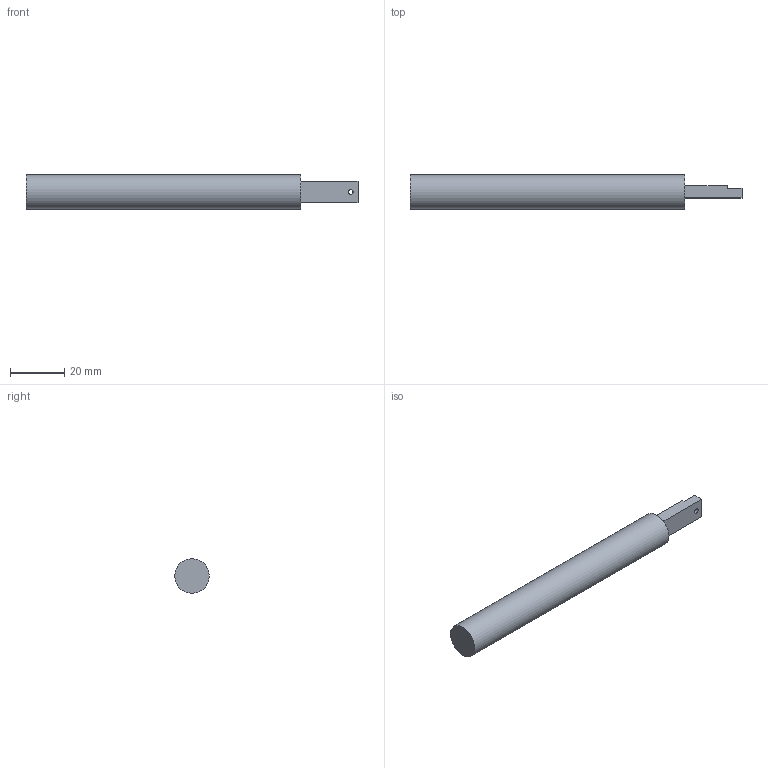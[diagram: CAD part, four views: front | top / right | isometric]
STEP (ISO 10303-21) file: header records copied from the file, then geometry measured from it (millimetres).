
FILE_DESCRIPTION(/* description */ (''),/* implementation_level */ '2;1');
FILE_NAME(/* name */ 'crossbar.step',/* time_stamp */ '2018-04-20T12:40:36-05:00',/* author */ ('shane-heiney'),/* organization */ (''),/* preprocessor_version */ 'ST-DEVELOPER v16.13',/* originating_system */ 'Autodesk Translation Framework v6.5.0.72',/* authorisation */ '');
FILE_SCHEMA (('AUTOMOTIVE_DESIGN { 1 0 10303 214 3 1 1 }'));
Length unit declared in the file: inch
Products named in the file (2): crossbar; Component1
Assembly tree (1 placements, depth 2):
  crossbar
    Component1
Bounding box: 122.87 x 12.7 x 12.7 mm (x, y, z)
Volume: 13577 mm3; surface area: 4840.4 mm2
Topology: 1 solids, 1 shells, 11 faces, 24 edges, 16 vertices
Faces by surface type: plane 9, cylinder 2
Full cylindrical faces by diameter (mm): 1.783 x1, 12.7 x1
Entity records: 361 total; most frequent: DIRECTION 56, CARTESIAN_POINT 54, ORIENTED_EDGE 48, EDGE_CURVE 24, LINE 20, VECTOR 20, AXIS2_PLACEMENT_3D 18, VERTEX_POINT 16
